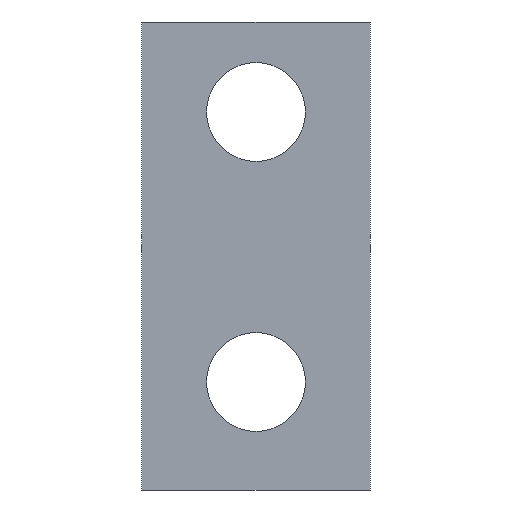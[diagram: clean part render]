
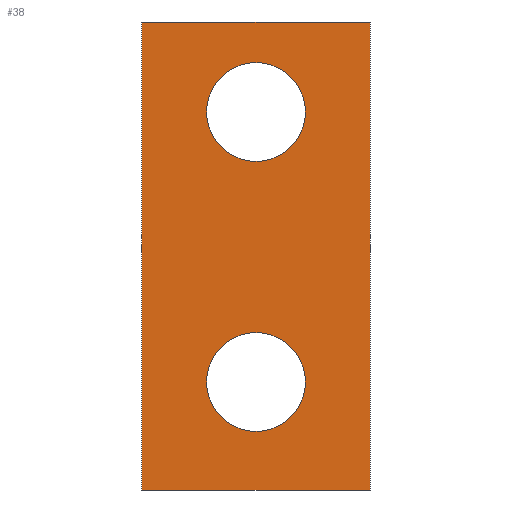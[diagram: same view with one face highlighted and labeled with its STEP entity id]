
A CAD part, front view. The second image highlights one B-rep face of the part: STEP entity #38.
In plain terms, the highlighted planar face has unit normal (0, -1, 0).
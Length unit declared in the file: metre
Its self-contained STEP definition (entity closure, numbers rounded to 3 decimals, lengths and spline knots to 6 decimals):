
#38 = ADVANCED_FACE( '', ( #77, #78, #79 ), #80, .T. );
#77 = FACE_BOUND( '', #114, .T. );
#78 = FACE_BOUND( '', #115, .T. );
#79 = FACE_OUTER_BOUND( '', #116, .T. );
#80 = PLANE( '', #117 );
#114 = EDGE_LOOP( '', ( #157 ) );
#115 = EDGE_LOOP( '', ( #158 ) );
#116 = EDGE_LOOP( '', ( #159, #160, #161, #162 ) );
#117 = AXIS2_PLACEMENT_3D( '', #163, #164, #165 );
#157 = ORIENTED_EDGE( '', *, *, #204, .T. );
#158 = ORIENTED_EDGE( '', *, *, #210, .T. );
#159 = ORIENTED_EDGE( '', *, *, #211, .F. );
#160 = ORIENTED_EDGE( '', *, *, #212, .T. );
#161 = ORIENTED_EDGE( '', *, *, #213, .T. );
#162 = ORIENTED_EDGE( '', *, *, #207, .F. );
#163 = CARTESIAN_POINT( '', ( 0.03, -0.007, 0.061 ) );
#164 = DIRECTION( '', ( 0., -1., 0. ) );
#165 = DIRECTION( '', ( 1., 0., 0. ) );
#204 = EDGE_CURVE( '', #234, #234, #235, .F. );
#207 = EDGE_CURVE( '', #237, #239, #240, .T. );
#210 = EDGE_CURVE( '', #243, #243, #244, .F. );
#211 = EDGE_CURVE( '', #245, #237, #246, .T. );
#212 = EDGE_CURVE( '', #245, #247, #248, .T. );
#213 = EDGE_CURVE( '', #247, #239, #249, .T. );
#234 = VERTEX_POINT( '', #274 );
#235 = CIRCLE( '', #275, 0.00275 );
#237 = VERTEX_POINT( '', #277 );
#239 = VERTEX_POINT( '', #280 );
#240 = LINE( '', #281, #282 );
#243 = VERTEX_POINT( '', #286 );
#244 = CIRCLE( '', #287, 0.00275 );
#245 = VERTEX_POINT( '', #288 );
#246 = LINE( '', #289, #290 );
#247 = VERTEX_POINT( '', #291 );
#248 = LINE( '', #292, #293 );
#249 = LINE( '', #294, #295 );
#274 = CARTESIAN_POINT( '', ( 0.03, -0.007, 0.09475 ) );
#275 = AXIS2_PLACEMENT_3D( '', #314, #315, #316 );
#277 = CARTESIAN_POINT( '', ( 0.03635, -0.007, 0.1175 ) );
#280 = CARTESIAN_POINT( '', ( 0.03635, -0.007, 0.0915 ) );
#281 = CARTESIAN_POINT( '', ( 0.03635, -0.007, 0.1045 ) );
#282 = VECTOR( '', #318, 1. );
#286 = CARTESIAN_POINT( '', ( 0.03, -0.007, 0.10975 ) );
#287 = AXIS2_PLACEMENT_3D( '', #320, #321, #322 );
#288 = CARTESIAN_POINT( '', ( 0.02365, -0.007, 0.1175 ) );
#289 = CARTESIAN_POINT( '', ( 0.03, -0.007, 0.1175 ) );
#290 = VECTOR( '', #323, 1. );
#291 = CARTESIAN_POINT( '', ( 0.02365, -0.007, 0.0915 ) );
#292 = CARTESIAN_POINT( '', ( 0.02365, -0.007, 0.1045 ) );
#293 = VECTOR( '', #324, 1. );
#294 = CARTESIAN_POINT( '', ( 0.03, -0.007, 0.0915 ) );
#295 = VECTOR( '', #325, 1. );
#314 = CARTESIAN_POINT( '', ( 0.03, -0.007, 0.0975 ) );
#315 = DIRECTION( '', ( 0., -1., 0. ) );
#316 = DIRECTION( '', ( 0., 0., -1. ) );
#318 = DIRECTION( '', ( 0., 0., -1. ) );
#320 = CARTESIAN_POINT( '', ( 0.03, -0.007, 0.1125 ) );
#321 = DIRECTION( '', ( 0., -1., 0. ) );
#322 = DIRECTION( '', ( 0., 0., -1. ) );
#323 = DIRECTION( '', ( 1., 0., 0. ) );
#324 = DIRECTION( '', ( 0., 0., -1. ) );
#325 = DIRECTION( '', ( 1., 0., 0. ) );
